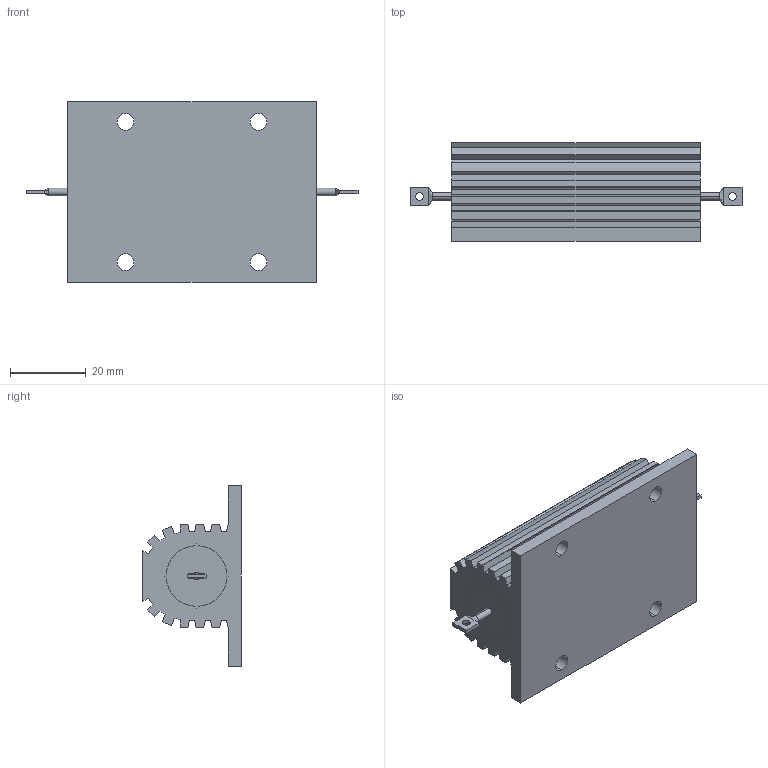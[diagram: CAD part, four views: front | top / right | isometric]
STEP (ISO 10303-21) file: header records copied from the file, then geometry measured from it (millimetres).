
FILE_DESCRIPTION (( 'STEP AP214' ), '1' );
FILE_NAME ('HSC1002K7J.STEP', '2023-12-13T04:49:02', ( '' ), ( '' ), 'SwSTEP 2.0', 'SolidWorks 2021', '' );
FILE_SCHEMA (( 'AUTOMOTIVE_DESIGN' ));
Length unit declared in the file: millimetre
Products named in the file (1): HSC1002K7J
Bounding box: 87.5 x 26 x 47.5 mm (x, y, z)
Volume: 45005.8 mm3; surface area: 20900.2 mm2
Topology: 3 solids, 3 shells, 116 faces, 322 edges, 212 vertices
Faces by surface type: plane 72, cylinder 36, bspline 8
Entity records: 3946 total; most frequent: CARTESIAN_POINT 841, ORIENTED_EDGE 644, DIRECTION 616, EDGE_CURVE 322, LINE 242, VECTOR 242, VERTEX_POINT 212, AXIS2_PLACEMENT_3D 187
